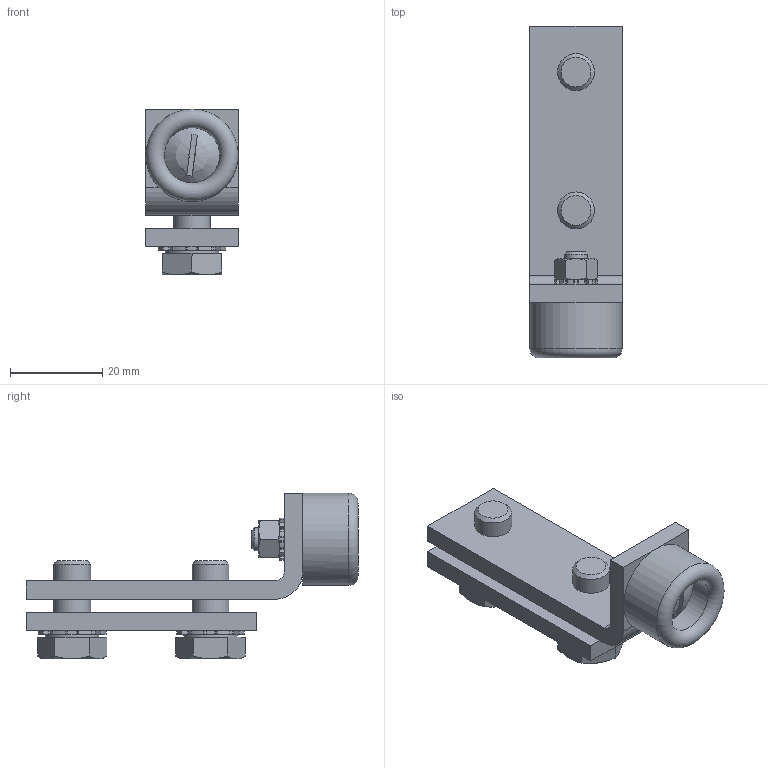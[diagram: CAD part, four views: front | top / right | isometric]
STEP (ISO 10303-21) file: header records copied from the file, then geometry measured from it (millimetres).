
FILE_DESCRIPTION(/* description */ (''),/* implementation_level */ '2;1');
FILE_NAME(/* name */ 'Pièce1.stp',/* time_stamp */ '2018-07-04T16:14:38+02:00',/* author */ ('Giuliano'),/* organization */ (''),/* preprocessor_version */ 'ST-DEVELOPER v16.5',/* originating_system */ 'Autodesk Inventor 2017',/* authorisation */ '');
FILE_SCHEMA (('AUTOMOTIVE_DESIGN { 1 0 10303 214 3 1 1 }'));
Length unit declared in the file: millimetre
Products named in the file (1): Pièce1
Bounding box: 20 x 71.99 x 35.9 mm (x, y, z)
Volume: 15896.6 mm3; surface area: 9379.4 mm2
Topology: 1 solids, 2 shells, 299 faces, 781 edges, 504 vertices
Faces by surface type: plane 139, cylinder 131, cone 27, bspline 1, torus 1
Full cylindrical faces by diameter (mm): 5 x2, 5.1 x1, 6 x1, 6.2 x1, 8 x4, 8.2 x2, 8.4 x2, 11.63 x2, 12 x1, 20 x1
Entity records: 9414 total; most frequent: CARTESIAN_POINT 1702, DIRECTION 1623, ORIENTED_EDGE 1506, EDGE_CURVE 753, AXIS2_PLACEMENT_3D 624, VERTEX_POINT 497, LINE 375, VECTOR 375
